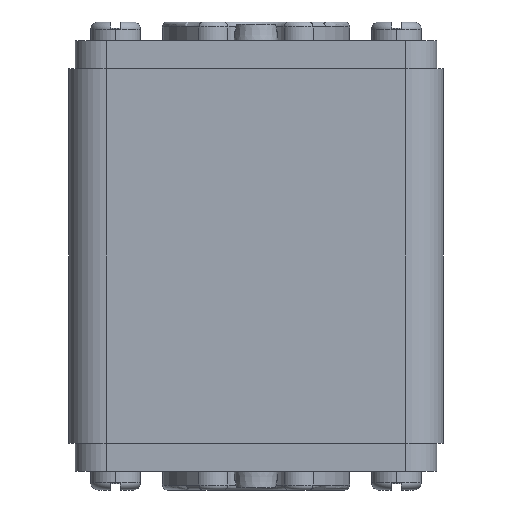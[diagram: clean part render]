
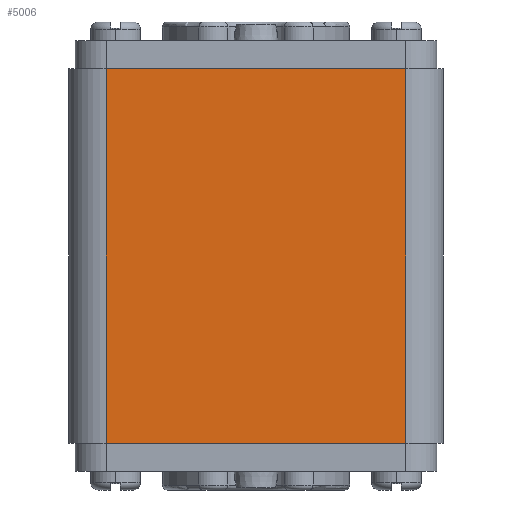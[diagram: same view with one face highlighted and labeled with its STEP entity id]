
A CAD part, front view. The second image highlights one B-rep face of the part: STEP entity #5006.
In plain terms, the highlighted planar face has unit normal (0, -1, 0).
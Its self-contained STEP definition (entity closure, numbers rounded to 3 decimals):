
#4347 = PLANE('',#4348);
#4348 = AXIS2_PLACEMENT_3D('',#4349,#4350,#4351);
#4349 = CARTESIAN_POINT('',(0.,0.,-30.));
#4350 = DIRECTION('',(0.,0.,1.));
#4351 = DIRECTION('',(1.,0.,0.));
#4372 = VERTEX_POINT('',#4373);
#4373 = CARTESIAN_POINT('',(24.,-30.,-30.));
#4392 = CYLINDRICAL_SURFACE('',#4393,6.);
#4393 = AXIS2_PLACEMENT_3D('',#4394,#4395,#4396);
#4394 = CARTESIAN_POINT('',(24.,-24.,30.014));
#4395 = DIRECTION('',(0.,0.,-1.));
#4396 = DIRECTION('',(1.,0.,0.));
#4404 = EDGE_CURVE('',#4405,#4372,#4407,.T.);
#4405 = VERTEX_POINT('',#4406);
#4406 = CARTESIAN_POINT('',(-24.,-30.,-30.));
#4407 = SURFACE_CURVE('',#4408,(#4412,#4419),.PCURVE_S1.);
#4408 = LINE('',#4409,#4410);
#4409 = CARTESIAN_POINT('',(-24.,-30.,-30.));
#4410 = VECTOR('',#4411,1.);
#4411 = DIRECTION('',(1.,0.,0.));
#4412 = PCURVE('',#4347,#4413);
#4413 = DEFINITIONAL_REPRESENTATION('',(#4414),#4418);
#4414 = LINE('',#4415,#4416);
#4415 = CARTESIAN_POINT('',(-24.,-30.));
#4416 = VECTOR('',#4417,1.);
#4417 = DIRECTION('',(1.,0.));
#4418 = ( GEOMETRIC_REPRESENTATION_CONTEXT(2) 
PARAMETRIC_REPRESENTATION_CONTEXT() REPRESENTATION_CONTEXT('2D SPACE',''
  ) );
#4419 = PCURVE('',#4420,#4425);
#4420 = PLANE('',#4421);
#4421 = AXIS2_PLACEMENT_3D('',#4422,#4423,#4424);
#4422 = CARTESIAN_POINT('',(-30.,-30.,-30.));
#4423 = DIRECTION('',(0.,-1.,0.));
#4424 = DIRECTION('',(1.,0.,0.));
#4425 = DEFINITIONAL_REPRESENTATION('',(#4426),#4430);
#4426 = LINE('',#4427,#4428);
#4427 = CARTESIAN_POINT('',(6.,0.));
#4428 = VECTOR('',#4429,1.);
#4429 = DIRECTION('',(1.,0.));
#4430 = ( GEOMETRIC_REPRESENTATION_CONTEXT(2) 
PARAMETRIC_REPRESENTATION_CONTEXT() REPRESENTATION_CONTEXT('2D SPACE',''
  ) );
#4453 = CYLINDRICAL_SURFACE('',#4454,6.);
#4454 = AXIS2_PLACEMENT_3D('',#4455,#4456,#4457);
#4455 = CARTESIAN_POINT('',(-24.,-24.,30.014));
#4456 = DIRECTION('',(0.,0.,-1.));
#4457 = DIRECTION('',(0.,-1.,0.));
#4874 = PLANE('',#4875);
#4875 = AXIS2_PLACEMENT_3D('',#4876,#4877,#4878);
#4876 = CARTESIAN_POINT('',(0.,0.,30.));
#4877 = DIRECTION('',(0.,0.,1.));
#4878 = DIRECTION('',(1.,0.,0.));
#4962 = VERTEX_POINT('',#4963);
#4963 = CARTESIAN_POINT('',(24.,-30.,30.));
#4985 = EDGE_CURVE('',#4962,#4372,#4986,.T.);
#4986 = SURFACE_CURVE('',#4987,(#4991,#4998),.PCURVE_S1.);
#4987 = LINE('',#4988,#4989);
#4988 = CARTESIAN_POINT('',(24.,-30.,30.));
#4989 = VECTOR('',#4990,1.);
#4990 = DIRECTION('',(0.,0.,-1.));
#4991 = PCURVE('',#4392,#4992);
#4992 = DEFINITIONAL_REPRESENTATION('',(#4993),#4997);
#4993 = LINE('',#4994,#4995);
#4994 = CARTESIAN_POINT('',(1.571,0.014));
#4995 = VECTOR('',#4996,1.);
#4996 = DIRECTION('',(0.,1.));
#4997 = ( GEOMETRIC_REPRESENTATION_CONTEXT(2) 
PARAMETRIC_REPRESENTATION_CONTEXT() REPRESENTATION_CONTEXT('2D SPACE',''
  ) );
#4998 = PCURVE('',#4420,#4999);
#4999 = DEFINITIONAL_REPRESENTATION('',(#5000),#5004);
#5000 = LINE('',#5001,#5002);
#5001 = CARTESIAN_POINT('',(54.,60.));
#5002 = VECTOR('',#5003,1.);
#5003 = DIRECTION('',(0.,-1.));
#5004 = ( GEOMETRIC_REPRESENTATION_CONTEXT(2) 
PARAMETRIC_REPRESENTATION_CONTEXT() REPRESENTATION_CONTEXT('2D SPACE',''
  ) );
#5006 = ADVANCED_FACE('',(#5007),#4420,.T.);
#5007 = FACE_BOUND('',#5008,.T.);
#5008 = EDGE_LOOP('',(#5009,#5032,#5053,#5054));
#5009 = ORIENTED_EDGE('',*,*,#5010,.F.);
#5010 = EDGE_CURVE('',#5011,#4962,#5013,.T.);
#5011 = VERTEX_POINT('',#5012);
#5012 = CARTESIAN_POINT('',(-24.,-30.,30.));
#5013 = SURFACE_CURVE('',#5014,(#5018,#5025),.PCURVE_S1.);
#5014 = LINE('',#5015,#5016);
#5015 = CARTESIAN_POINT('',(-24.,-30.,30.));
#5016 = VECTOR('',#5017,1.);
#5017 = DIRECTION('',(1.,0.,0.));
#5018 = PCURVE('',#4420,#5019);
#5019 = DEFINITIONAL_REPRESENTATION('',(#5020),#5024);
#5020 = LINE('',#5021,#5022);
#5021 = CARTESIAN_POINT('',(6.,60.));
#5022 = VECTOR('',#5023,1.);
#5023 = DIRECTION('',(1.,0.));
#5024 = ( GEOMETRIC_REPRESENTATION_CONTEXT(2) 
PARAMETRIC_REPRESENTATION_CONTEXT() REPRESENTATION_CONTEXT('2D SPACE',''
  ) );
#5025 = PCURVE('',#4874,#5026);
#5026 = DEFINITIONAL_REPRESENTATION('',(#5027),#5031);
#5027 = LINE('',#5028,#5029);
#5028 = CARTESIAN_POINT('',(-24.,-30.));
#5029 = VECTOR('',#5030,1.);
#5030 = DIRECTION('',(1.,0.));
#5031 = ( GEOMETRIC_REPRESENTATION_CONTEXT(2) 
PARAMETRIC_REPRESENTATION_CONTEXT() REPRESENTATION_CONTEXT('2D SPACE',''
  ) );
#5032 = ORIENTED_EDGE('',*,*,#5033,.T.);
#5033 = EDGE_CURVE('',#5011,#4405,#5034,.T.);
#5034 = SURFACE_CURVE('',#5035,(#5039,#5046),.PCURVE_S1.);
#5035 = LINE('',#5036,#5037);
#5036 = CARTESIAN_POINT('',(-24.,-30.,30.));
#5037 = VECTOR('',#5038,1.);
#5038 = DIRECTION('',(0.,0.,-1.));
#5039 = PCURVE('',#4420,#5040);
#5040 = DEFINITIONAL_REPRESENTATION('',(#5041),#5045);
#5041 = LINE('',#5042,#5043);
#5042 = CARTESIAN_POINT('',(6.,60.));
#5043 = VECTOR('',#5044,1.);
#5044 = DIRECTION('',(0.,-1.));
#5045 = ( GEOMETRIC_REPRESENTATION_CONTEXT(2) 
PARAMETRIC_REPRESENTATION_CONTEXT() REPRESENTATION_CONTEXT('2D SPACE',''
  ) );
#5046 = PCURVE('',#4453,#5047);
#5047 = DEFINITIONAL_REPRESENTATION('',(#5048),#5052);
#5048 = LINE('',#5049,#5050);
#5049 = CARTESIAN_POINT('',(0.,0.014));
#5050 = VECTOR('',#5051,1.);
#5051 = DIRECTION('',(0.,1.));
#5052 = ( GEOMETRIC_REPRESENTATION_CONTEXT(2) 
PARAMETRIC_REPRESENTATION_CONTEXT() REPRESENTATION_CONTEXT('2D SPACE',''
  ) );
#5053 = ORIENTED_EDGE('',*,*,#4404,.T.);
#5054 = ORIENTED_EDGE('',*,*,#4985,.F.);
